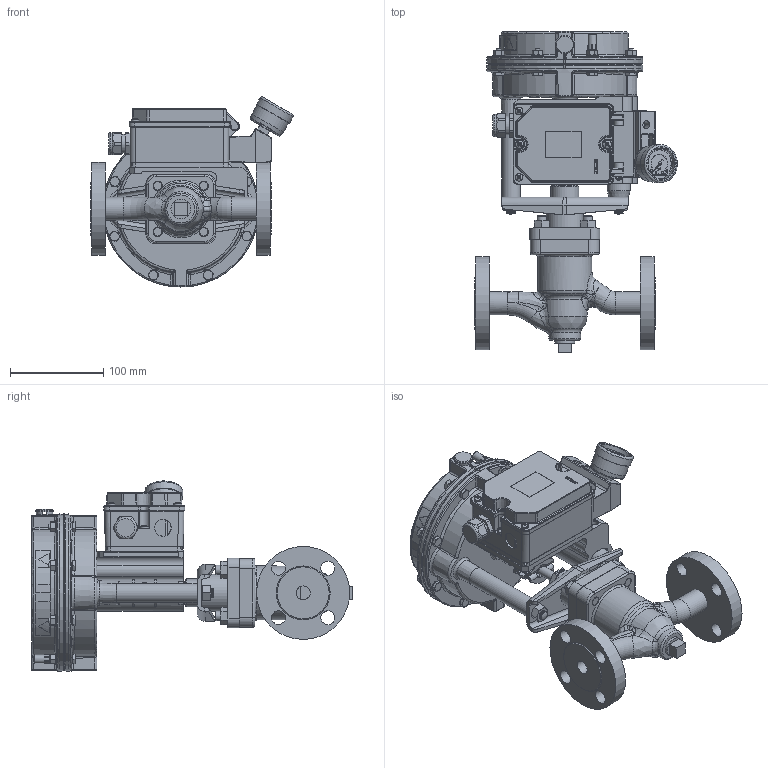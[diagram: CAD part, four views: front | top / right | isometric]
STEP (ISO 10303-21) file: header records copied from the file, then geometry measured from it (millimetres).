
FILE_DESCRIPTION(/* description */ (''),/* implementation_level */ '2;1');
FILE_NAME(/* name */ 'rct16-020-jis20-00.stp',/* time_stamp */ '2020-09-10T09:33:20+09:00',/* author */ ('nakaot'),/* organization */ (''),/* preprocessor_version */ 'ST-DEVELOPER v18',/* originating_system */ 'Autodesk Inventor 2020',/* authorisation */ '');
FILE_SCHEMA (('AUTOMOTIVE_DESIGN { 1 0 10303 214 3 1 1 }'));
Products named in the file (1): 20A-CT16_J20
Bounding box: 218.09 x 345 x 204.39 mm (x, y, z)
Volume: 2833057.3 mm3; surface area: 361196.1 mm2
Topology: 2 solids, 22 shells, 3561 faces, 9083 edges, 5697 vertices
Faces by surface type: plane 1373, bspline 726, cylinder 692, cone 508, torus 201, sphere 61
Full cylindrical faces by diameter (mm): 1 x1, 1.72 x2, 2 x2, 3 x1, 4 x2, 4.019 x4, 4.2 x2, 4.4 x2, 4.5 x2, 4.773 x6, 5 x6, 6.5 x1, 6.6 x1, 7.2 x2, 8 x5, 8.5 x1, 8.57 x1, 9 x2, 9.5 x2, 9.73 x1, 9.75 x1, 10 x33, 11 x4, 12.5 x8, 14 x2, 14.1 x1, 15 x10, 17.475 x1, 18 x1, 19 x1
Entity records: 146224 total; most frequent: CARTESIAN_POINT 61992, ORIENTED_EDGE 18086, DIRECTION 15833, EDGE_CURVE 9043, AXIS2_PLACEMENT_3D 6025, VERTEX_POINT 5697, EDGE_LOOP 3818, LINE 3783
